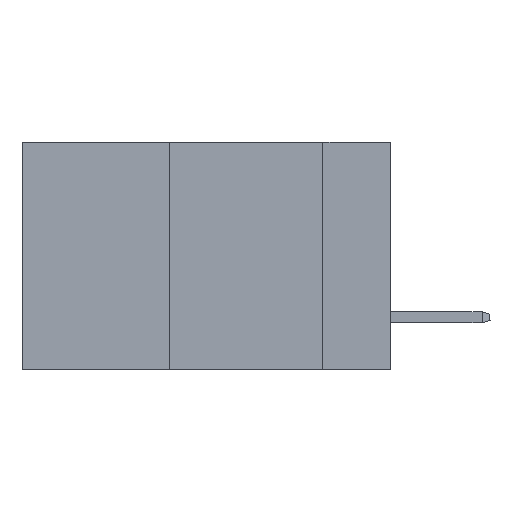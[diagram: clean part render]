
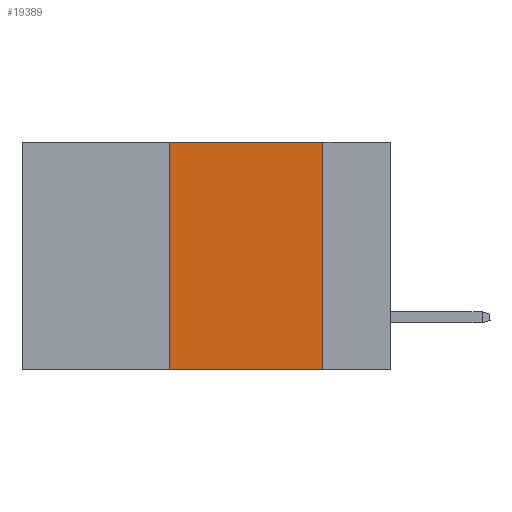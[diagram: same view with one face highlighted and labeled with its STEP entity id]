
A CAD part, left-side view. The second image highlights one B-rep face of the part: STEP entity #19389.
In plain terms, the highlighted planar face has unit normal (-1, 0, 0).
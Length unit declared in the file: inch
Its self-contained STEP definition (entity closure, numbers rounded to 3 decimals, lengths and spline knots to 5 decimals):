
#510 = CARTESIAN_POINT ( 'NONE',  ( 0., 0.6, 0. ) ) ;
#590 = PLANE ( 'NONE',  #6233 ) ;
#852 = FACE_OUTER_BOUND ( 'NONE', #18433, .T. ) ;
#1941 = DIRECTION ( 'NONE',  ( 0., 0., -1. ) ) ;
#2636 = EDGE_CURVE ( 'NONE', #15792, #11739, #14874, .T. ) ;
#3131 = DIRECTION ( 'NONE',  ( 0., -1., 0. ) ) ;
#3427 = CARTESIAN_POINT ( 'NONE',  ( 0., 0.11, -0.37 ) ) ;
#3500 = VERTEX_POINT ( 'NONE', #3427 ) ;
#5722 = ORIENTED_EDGE ( 'NONE', *, *, #12640, .T. ) ;
#6233 = AXIS2_PLACEMENT_3D ( 'NONE', #510, #19688, #12944 ) ;
#6429 = DIRECTION ( 'NONE',  ( 0., 0., 1. ) ) ;
#7149 = LINE ( 'NONE', #22526, #9068 ) ;
#7497 = CARTESIAN_POINT ( 'NONE',  ( 0., 0.6, 0. ) ) ;
#8010 = EDGE_CURVE ( 'NONE', #11739, #19322, #19206, .T. ) ;
#9068 = VECTOR ( 'NONE', #3131, 39.37008 ) ;
#10208 = CARTESIAN_POINT ( 'NONE',  ( 0., 0.36, 0. ) ) ;
#11331 = VECTOR ( 'NONE', #18113, 39.37008 ) ;
#11739 = VERTEX_POINT ( 'NONE', #10208 ) ;
#12640 = EDGE_CURVE ( 'NONE', #15792, #3500, #7149, .T. ) ;
#12944 = DIRECTION ( 'NONE',  ( 0., 0., -1. ) ) ;
#13357 = CARTESIAN_POINT ( 'NONE',  ( 0., 0.36, -0.37 ) ) ;
#13519 = VECTOR ( 'NONE', #6429, 39.37008 ) ;
#14874 = LINE ( 'NONE', #16680, #13519 ) ;
#14942 = EDGE_CURVE ( 'NONE', #19322, #3500, #19826, .T. ) ;
#15229 = ORIENTED_EDGE ( 'NONE', *, *, #8010, .F. ) ;
#15511 = ORIENTED_EDGE ( 'NONE', *, *, #14942, .F. ) ;
#15792 = VERTEX_POINT ( 'NONE', #13357 ) ;
#16680 = CARTESIAN_POINT ( 'NONE',  ( 0., 0.36, 0. ) ) ;
#17666 = CARTESIAN_POINT ( 'NONE',  ( 0., 0.11, 0. ) ) ;
#18113 = DIRECTION ( 'NONE',  ( 0., -1., 0. ) ) ;
#18433 = EDGE_LOOP ( 'NONE', ( #15511, #15229, #19687, #5722 ) ) ;
#19206 = LINE ( 'NONE', #7497, #11331 ) ;
#19322 = VERTEX_POINT ( 'NONE', #20267 ) ;
#19389 = ADVANCED_FACE ( 'NONE', ( #852 ), #590, .F. ) ;
#19687 = ORIENTED_EDGE ( 'NONE', *, *, #2636, .F. ) ;
#19688 = DIRECTION ( 'NONE',  ( 1., 0., 0. ) ) ;
#19826 = LINE ( 'NONE', #17666, #20911 ) ;
#20267 = CARTESIAN_POINT ( 'NONE',  ( 0., 0.11, 0. ) ) ;
#20911 = VECTOR ( 'NONE', #1941, 39.37008 ) ;
#22526 = CARTESIAN_POINT ( 'NONE',  ( 0., 0.6, -0.37 ) ) ;
